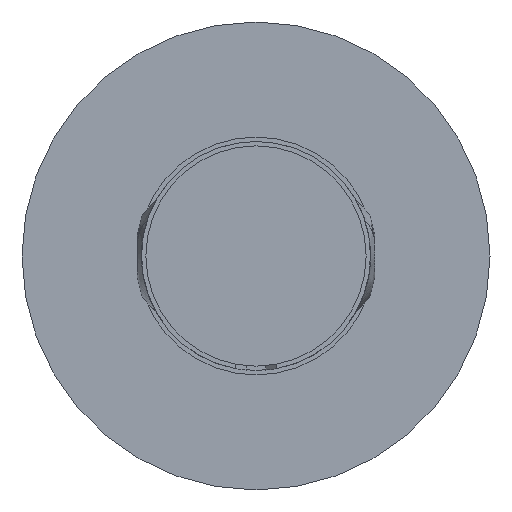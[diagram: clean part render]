
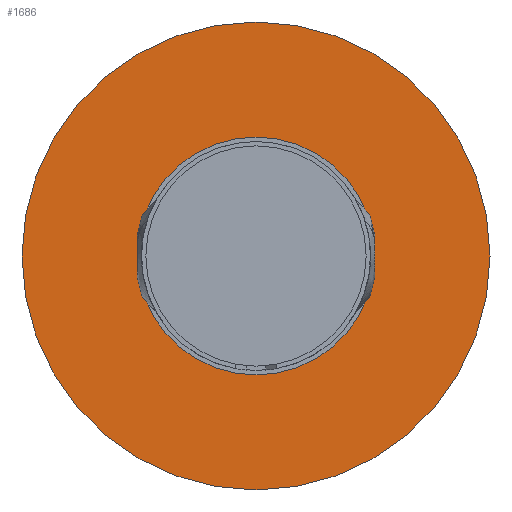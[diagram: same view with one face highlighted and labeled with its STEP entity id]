
A CAD part, left-side view. The second image highlights one B-rep face of the part: STEP entity #1686.
In plain terms, the highlighted face is planar.
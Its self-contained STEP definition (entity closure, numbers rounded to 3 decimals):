
#104=FACE_BOUND('',#481,.T.);
#117=PLANE('',#1826);
#374=FACE_OUTER_BOUND('',#480,.T.);
#480=EDGE_LOOP('',(#1216));
#481=EDGE_LOOP('',(#1217));
#657=CIRCLE('',#1821,6.858);
#660=CIRCLE('',#1825,13.494);
#707=VERTEX_POINT('',#2447);
#710=VERTEX_POINT('',#2455);
#898=EDGE_CURVE('',#707,#707,#657,.T.);
#903=EDGE_CURVE('',#710,#710,#660,.T.);
#1216=ORIENTED_EDGE('',*,*,#903,.T.);
#1217=ORIENTED_EDGE('',*,*,#898,.F.);
#1686=ADVANCED_FACE('',(#374,#104),#117,.T.);
#1821=AXIS2_PLACEMENT_3D('',#2448,#2013,#2014);
#1825=AXIS2_PLACEMENT_3D('',#2457,#2023,#2024);
#1826=AXIS2_PLACEMENT_3D('',#2458,#2025,#2026);
#2013=DIRECTION('center_axis',(0.,0.,-1.));
#2014=DIRECTION('ref_axis',(-1.,0.,0.));
#2023=DIRECTION('center_axis',(0.,0.,-1.));
#2024=DIRECTION('ref_axis',(-1.,0.,0.));
#2025=DIRECTION('center_axis',(0.,0.,-1.));
#2026=DIRECTION('ref_axis',(-1.,0.,0.));
#2447=CARTESIAN_POINT('',(-6.858,0.,11.909));
#2448=CARTESIAN_POINT('Origin',(0.,0.,11.909));
#2455=CARTESIAN_POINT('',(-13.494,0.,11.909));
#2457=CARTESIAN_POINT('Origin',(0.,0.,11.909));
#2458=CARTESIAN_POINT('Origin',(0.,0.,11.909));
